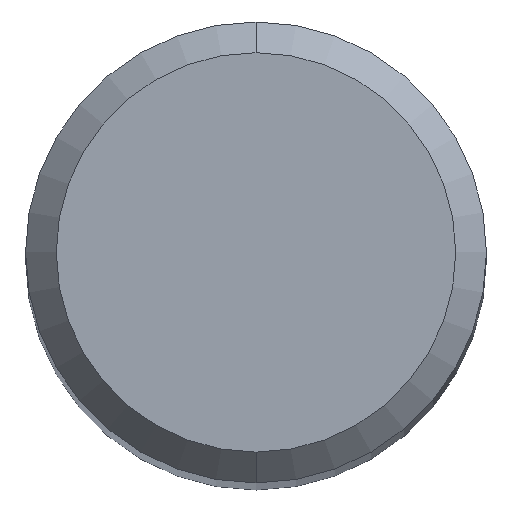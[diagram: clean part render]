
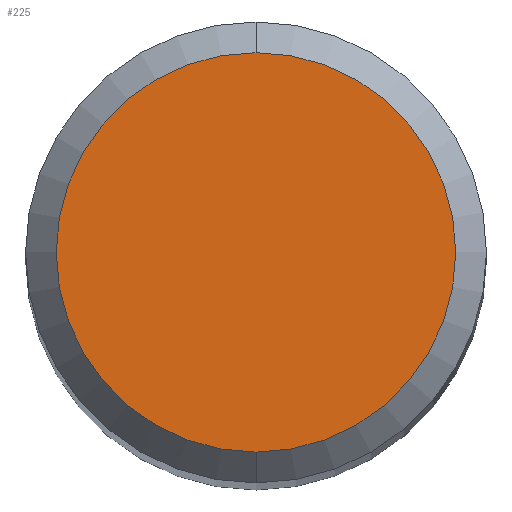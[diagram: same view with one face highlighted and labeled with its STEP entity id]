
A CAD part, top view. The second image highlights one B-rep face of the part: STEP entity #225.
In plain terms, the highlighted planar face has unit normal (0, 0, 1).
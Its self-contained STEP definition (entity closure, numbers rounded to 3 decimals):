
#183=EDGE_CURVE('',#243,#321,#491,.T.);
#225=ADVANCED_FACE('',(#540),#541,.T.);
#243=VERTEX_POINT('',#561);
#321=VERTEX_POINT('',#645);
#433=EDGE_CURVE('',#321,#243,#766,.T.);
#491=CIRCLE('',#822,2.6);
#540=FACE_OUTER_BOUND('',#915,.T.);
#541=PLANE('',#916);
#561=CARTESIAN_POINT('',(0.0,2.6,0.0));
#645=CARTESIAN_POINT('',(0.,-2.6,0.0));
#766=CIRCLE('',#1395,2.6);
#822=AXIS2_PLACEMENT_3D('',#1464,#1465,#1466);
#915=EDGE_LOOP('',(#1526,#1527));
#916=AXIS2_PLACEMENT_3D('',#1528,#1529,#1530);
#1395=AXIS2_PLACEMENT_3D('',#1758,#1759,#1760);
#1464=CARTESIAN_POINT('',(0.0,0.0,0.0));
#1465=DIRECTION('',(0.0,0.0,-1.0));
#1466=DIRECTION('',(0.0,1.0,0.0));
#1526=ORIENTED_EDGE('',*,*,#183,.F.);
#1527=ORIENTED_EDGE('',*,*,#433,.F.);
#1528=CARTESIAN_POINT('',(0.0,1.3,0.0));
#1529=DIRECTION('',(-0.0,0.0,1.0));
#1530=DIRECTION('',(0.0,-1.0,0.0));
#1758=CARTESIAN_POINT('',(0.0,0.0,0.0));
#1759=DIRECTION('',(0.0,0.0,-1.0));
#1760=DIRECTION('',(0.0,1.0,0.0));
